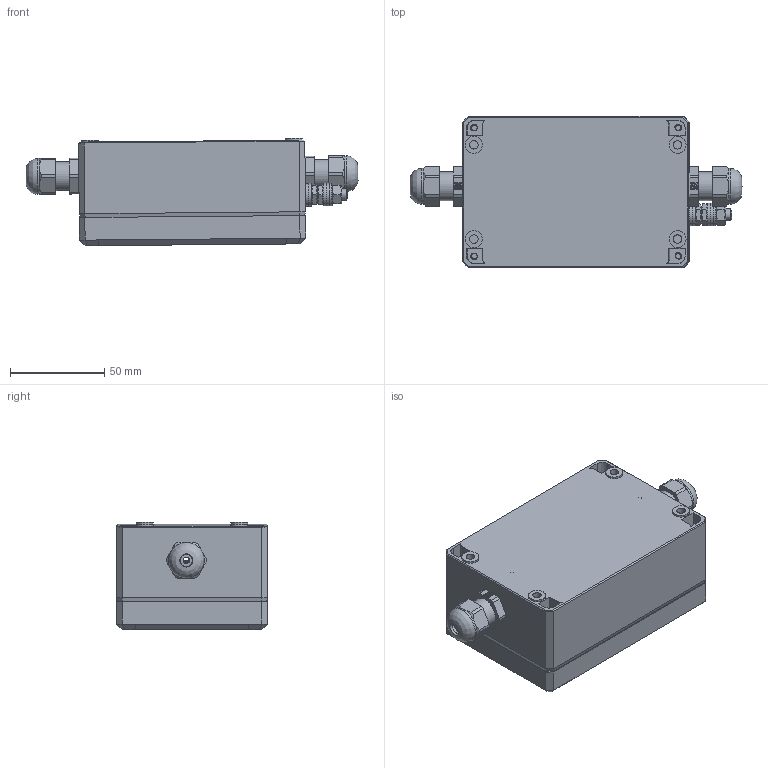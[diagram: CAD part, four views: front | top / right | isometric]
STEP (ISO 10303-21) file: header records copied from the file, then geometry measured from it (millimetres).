
FILE_DESCRIPTION(/* description */ ('ESP 240-5A/BX'),/* implementation_level */ '2;1');
FILE_NAME(/* name */ 'ESP240-5A-BX.stp',/* time_stamp */ '2014-02-14T13:38:48+00:00',/* author */ ('N. Brown'),/* organization */ ('W.J.Furse'),/* preprocessor_version */ 'ST-DEVELOPER v15.2',/* originating_system */ 'Autodesk Inventor 2014',/* authorisation */ '');
FILE_SCHEMA (('AUTOMOTIVE_DESIGN { 1 0 10303 214 3 1 1 }'));
Products named in the file (1): ESP240-5A-BX
Bounding box: 176.05 x 80 x 57.01 mm (x, y, z)
Surface area: 106765.6 mm2 (no closed solid volume)
Topology: 0 solids, 1 shells, 1412 faces, 3764 edges, 2449 vertices
Faces by surface type: plane 712, cylinder 232, bspline 225, cone 171, torus 64, sphere 8
Full cylindrical faces by diameter (mm): 2.55 x10, 3 x8, 3.5 x2, 3.8 x4, 4 x1, 4.5 x8, 6 x3, 6.4 x6, 6.5 x1, 8 x1, 8.88 x1, 12 x6, 14 x2, 14.44 x2, 15.2 x4, 15.3 x2, 19 x2, 24 x2
Entity records: 61089 total; most frequent: CARTESIAN_POINT 27669, ORIENTED_EDGE 7218, DIRECTION 6137, EDGE_CURVE 3605, VERTEX_POINT 2414, AXIS2_PLACEMENT_3D 2114, LINE 1909, VECTOR 1909
